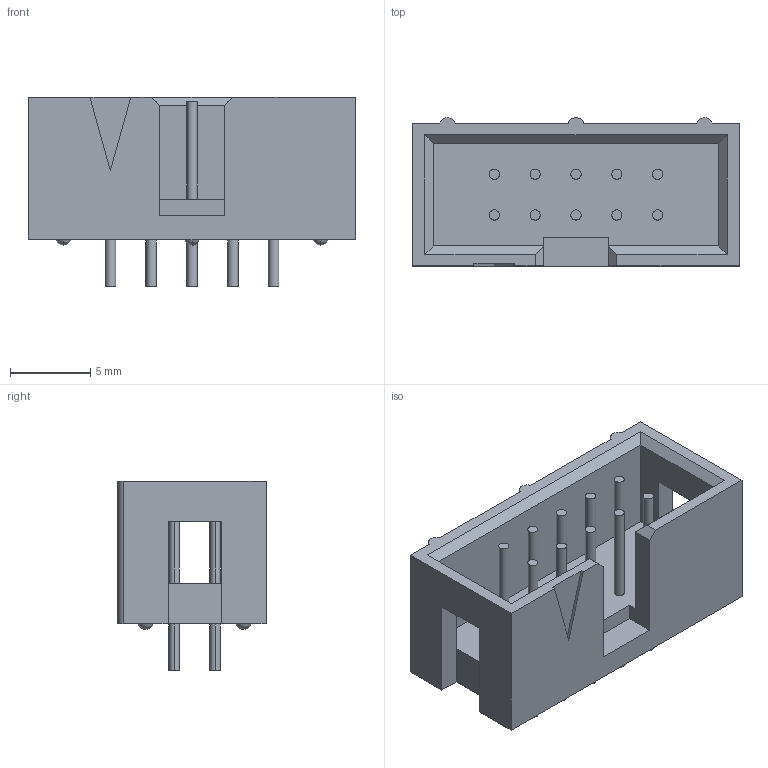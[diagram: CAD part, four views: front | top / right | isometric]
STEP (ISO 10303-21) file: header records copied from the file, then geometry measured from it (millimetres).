
FILE_DESCRIPTION((''),'2;1');
FILE_NAME('C-1761603-23-3','2007-09-07T',('workeradm'),('Tyco Electronics Corporation'),'PRO/ENGINEER BY PARAMETRIC TECHNOLOGY CORPORATION, 2005450','PRO/ENGINEER BY PARAMETRIC TECHNOLOGY CORPORATION, 2005450','');
FILE_SCHEMA(('CONFIG_CONTROL_DESIGN', 'GEOMETRIC_VALIDATION_PROPERTIES_MIM'));
Length unit declared in the file: millimetre
Products named in the file (1): C-1761603-23-3
Bounding box: 20.32 x 9.22 x 11.81 mm (x, y, z)
Volume: 806.4 mm3; surface area: 1309.1 mm2
Topology: 1 solids, 1 shells, 113 faces, 275 edges, 175 vertices
Faces by surface type: plane 60, cylinder 43, sphere 10
Entity records: 3413 total; most frequent: DIRECTION 595, CARTESIAN_POINT 568, ORIENTED_EDGE 530, EDGE_CURVE 265, AXIS2_PLACEMENT_3D 218, VERTEX_POINT 175, VECTOR 159, LINE 159
